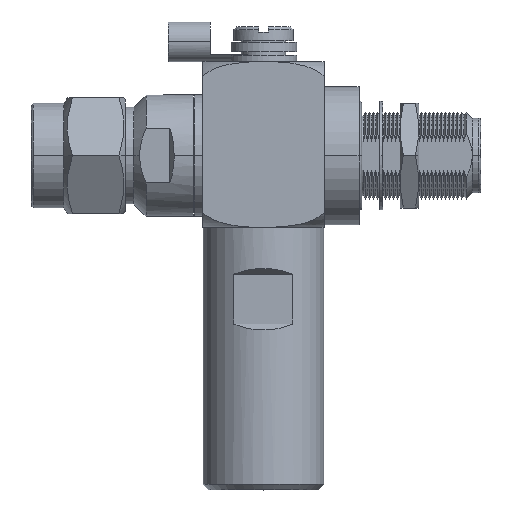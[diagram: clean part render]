
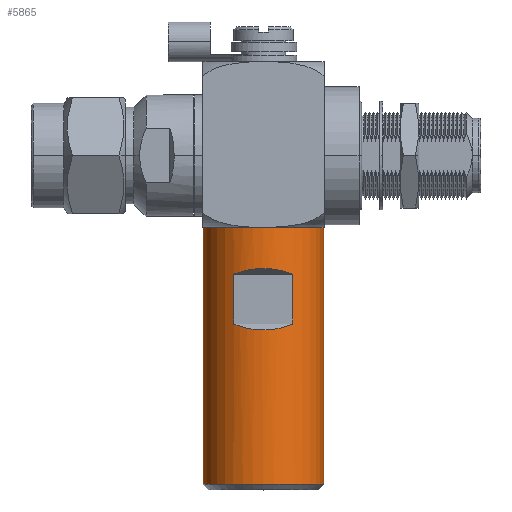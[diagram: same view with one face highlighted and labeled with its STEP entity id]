
A CAD part, top view. The second image highlights one B-rep face of the part: STEP entity #5865.
In plain terms, the highlighted cylindrical face has radius 10.9 mm (diameter 21.8 mm), a partial arc.
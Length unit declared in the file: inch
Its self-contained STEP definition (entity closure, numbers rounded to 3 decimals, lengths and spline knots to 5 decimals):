
#5 = EDGE_CURVE ( 'NONE', #7652, #842, #6740, .T. ) ;
#197 = AXIS2_PLACEMENT_3D ( 'NONE', #2697, #6646, #2862 ) ;
#228 = FACE_OUTER_BOUND ( 'NONE', #2900, .T. ) ;
#268 = DIRECTION ( 'NONE',  ( 1., 0., 0. ) ) ;
#335 = CARTESIAN_POINT ( 'NONE',  ( 0.2104, 0., 0.37402 ) ) ;
#340 = LINE ( 'NONE', #335, #9973 ) ;
#629 = AXIS2_PLACEMENT_3D ( 'NONE', #6492, #6321, #4176 ) ;
#651 = LINE ( 'NONE', #2627, #2458 ) ;
#772 = CARTESIAN_POINT ( 'NONE',  ( 0.0767, -0.27748, 0.44923 ) ) ;
#808 = CARTESIAN_POINT ( 'NONE',  ( -0.2104, -0.33465, 0.37402 ) ) ;
#842 = VERTEX_POINT ( 'NONE', #2238 ) ;
#911 = CARTESIAN_POINT ( 'NONE',  ( -0.42913, -0.00394, 0. ) ) ;
#988 = VERTEX_POINT ( 'NONE', #911 ) ;
#1075 = CARTESIAN_POINT ( 'NONE',  ( -0.2104, -0.33465, 0.37402 ) ) ;
#1164 = EDGE_CURVE ( 'NONE', #988, #842, #651, .T. ) ;
#1774 = CYLINDRICAL_SURFACE ( 'NONE', #629, 0.42913 ) ;
#2106 = VECTOR ( 'NONE', #6390, 39.37008 ) ;
#2238 = CARTESIAN_POINT ( 'NONE',  ( -0.42913, -1.83071, 0. ) ) ;
#2458 = VECTOR ( 'NONE', #8909, 39.37008 ) ;
#2627 = CARTESIAN_POINT ( 'NONE',  ( -0.42913, 0., 0. ) ) ;
#2697 = CARTESIAN_POINT ( 'NONE',  ( 0., -1.83071, 0. ) ) ;
#2750 = FACE_BOUND ( 'NONE', #3574, .T. ) ;
#2862 = DIRECTION ( 'NONE',  ( 1., 0., 0. ) ) ;
#2880 = VECTOR ( 'NONE', #4809, 39.37008 ) ;
#2900 = EDGE_LOOP ( 'NONE', ( #5885, #4350, #6285, #8793 ) ) ;
#3070 = CARTESIAN_POINT ( 'NONE',  ( 0.2104, -0.33465, 0.37402 ) ) ;
#3230 = EDGE_CURVE ( 'NONE', #9027, #988, #7210, .T. ) ;
#3305 = ORIENTED_EDGE ( 'NONE', *, *, #6157, .F. ) ;
#3443 = CARTESIAN_POINT ( 'NONE',  ( -0.2104, -0.68898, 0.37402 ) ) ;
#3574 = EDGE_LOOP ( 'NONE', ( #6120, #3305, #4718, #5000 ) ) ;
#3832 = CARTESIAN_POINT ( 'NONE',  ( 0.42913, -1.83071, 0. ) ) ;
#4097 = CARTESIAN_POINT ( 'NONE',  ( 0.2104, -0.33465, 0.37402 ) ) ;
#4176 = DIRECTION ( 'NONE',  ( 1., 0., 0. ) ) ;
#4350 = ORIENTED_EDGE ( 'NONE', *, *, #1164, .T. ) ;
#4718 = ORIENTED_EDGE ( 'NONE', *, *, #10040, .T. ) ;
#4753 = VERTEX_POINT ( 'NONE', #4097 ) ;
#4809 = DIRECTION ( 'NONE',  ( 0., -1., 0. ) ) ;
#4831 = CARTESIAN_POINT ( 'NONE',  ( 0.42913, 0., 0. ) ) ;
#4906 = DIRECTION ( 'NONE',  ( 0., -1., 0. ) ) ;
#4964 = CARTESIAN_POINT ( 'NONE',  ( 0.2104, -0.68898, 0.37402 ) ) ;
#5000 = ORIENTED_EDGE ( 'NONE', *, *, #5320, .F. ) ;
#5227 = CARTESIAN_POINT ( 'NONE',  ( -0.2104, -0.68898, 0.37402 ) ) ;
#5320 = EDGE_CURVE ( 'NONE', #10014, #9370, #5468, .T. ) ;
#5467 = CARTESIAN_POINT ( 'NONE',  ( -0.0767, -0.27748, 0.44923 ) ) ;
#5468 = LINE ( 'NONE', #6336, #2880 ) ;
#5769 = DIRECTION ( 'NONE',  ( 0., 1., 0. ) ) ;
#5865 = ADVANCED_FACE ( 'NONE', ( #2750, #228 ), #1774, .T. ) ;
#5885 = ORIENTED_EDGE ( 'NONE', *, *, #3230, .T. ) ;
#6120 = ORIENTED_EDGE ( 'NONE', *, *, #9847, .F. ) ;
#6157 = EDGE_CURVE ( 'NONE', #8786, #4753, #340, .T. ) ;
#6219 = CARTESIAN_POINT ( 'NONE',  ( 0.42913, -0.00394, 0. ) ) ;
#6260 = LINE ( 'NONE', #4831, #2106 ) ;
#6285 = ORIENTED_EDGE ( 'NONE', *, *, #5, .F. ) ;
#6321 = DIRECTION ( 'NONE',  ( 0., -1., 0. ) ) ;
#6336 = CARTESIAN_POINT ( 'NONE',  ( -0.2104, 0., 0.37402 ) ) ;
#6390 = DIRECTION ( 'NONE',  ( 0., -1., 0. ) ) ;
#6492 = CARTESIAN_POINT ( 'NONE',  ( 0., 0., 0. ) ) ;
#6592 =( BOUNDED_CURVE ( )  B_SPLINE_CURVE ( 3, ( #7329, #8878, #8107, #3443 ),
 .UNSPECIFIED., .F., .F. ) 
 B_SPLINE_CURVE_WITH_KNOTS ( ( 4, 4 ),
 ( 5.77076, 6.79561 ),
 .UNSPECIFIED. ) 
 CURVE ( )  GEOMETRIC_REPRESENTATION_ITEM ( )  RATIONAL_B_SPLINE_CURVE ( ( 1., 0.914, 0.914, 1. ) ) 
 REPRESENTATION_ITEM ( '' )  );
#6646 = DIRECTION ( 'NONE',  ( 0., -1., 0. ) ) ;
#6740 = CIRCLE ( 'NONE', #197, 0.42913 ) ;
#7210 = CIRCLE ( 'NONE', #9493, 0.42913 ) ;
#7329 = CARTESIAN_POINT ( 'NONE',  ( 0.2104, -0.68898, 0.37402 ) ) ;
#7359 =( BOUNDED_CURVE ( )  B_SPLINE_CURVE ( 3, ( #3070, #772, #5467, #808 ),
 .UNSPECIFIED., .F., .F. ) 
 B_SPLINE_CURVE_WITH_KNOTS ( ( 4, 4 ),
 ( 2.62917, 3.65401 ),
 .UNSPECIFIED. ) 
 CURVE ( )  GEOMETRIC_REPRESENTATION_ITEM ( )  RATIONAL_B_SPLINE_CURVE ( ( 1., 0.914, 0.914, 1. ) ) 
 REPRESENTATION_ITEM ( '' )  );
#7652 = VERTEX_POINT ( 'NONE', #3832 ) ;
#8107 = CARTESIAN_POINT ( 'NONE',  ( -0.0767, -0.74614, 0.44923 ) ) ;
#8669 = EDGE_CURVE ( 'NONE', #9027, #7652, #6260, .T. ) ;
#8786 = VERTEX_POINT ( 'NONE', #4964 ) ;
#8793 = ORIENTED_EDGE ( 'NONE', *, *, #8669, .F. ) ;
#8878 = CARTESIAN_POINT ( 'NONE',  ( 0.0767, -0.74614, 0.44923 ) ) ;
#8909 = DIRECTION ( 'NONE',  ( 0., -1., 0. ) ) ;
#9027 = VERTEX_POINT ( 'NONE', #6219 ) ;
#9370 = VERTEX_POINT ( 'NONE', #5227 ) ;
#9493 = AXIS2_PLACEMENT_3D ( 'NONE', #9600, #4906, #268 ) ;
#9600 = CARTESIAN_POINT ( 'NONE',  ( 0., -0.00394, 0. ) ) ;
#9847 = EDGE_CURVE ( 'NONE', #4753, #10014, #7359, .T. ) ;
#9973 = VECTOR ( 'NONE', #5769, 39.37008 ) ;
#10014 = VERTEX_POINT ( 'NONE', #1075 ) ;
#10040 = EDGE_CURVE ( 'NONE', #8786, #9370, #6592, .T. ) ;
